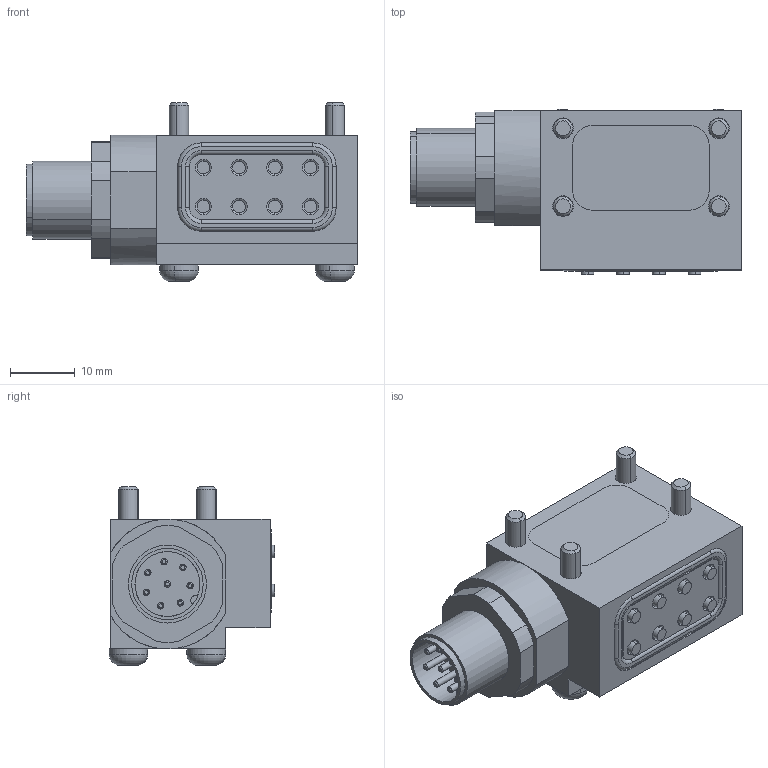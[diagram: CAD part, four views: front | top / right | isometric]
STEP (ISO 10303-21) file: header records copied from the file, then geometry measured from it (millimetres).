
FILE_DESCRIPTION (( 'STEP AP203' ), '1' );
FILE_NAME ('P1013.STEP', '2018-11-28T14:58:06', ( '' ), ( '' ), 'SwSTEP 2.0', 'SolidWorks 2017', '' );
FILE_SCHEMA (( 'CONFIG_CONTROL_DESIGN' ));
Length unit declared in the file: millimetre
Products named in the file (1): P1013
Bounding box: 51 x 25.54 x 27.52 mm (x, y, z)
Volume: 20574.8 mm3; surface area: 10872.8 mm2
Topology: 16 solids, 16 shells, 451 faces, 1053 edges, 640 vertices
Faces by surface type: cylinder 228, plane 95, cone 72, torus 40, sphere 16
Entity records: 12708 total; most frequent: DIRECTION 2495, CARTESIAN_POINT 2105, ORIENTED_EDGE 2010, AXIS2_PLACEMENT_3D 1042, EDGE_CURVE 1005, VERTEX_POINT 624, CIRCLE 590, EDGE_LOOP 499
